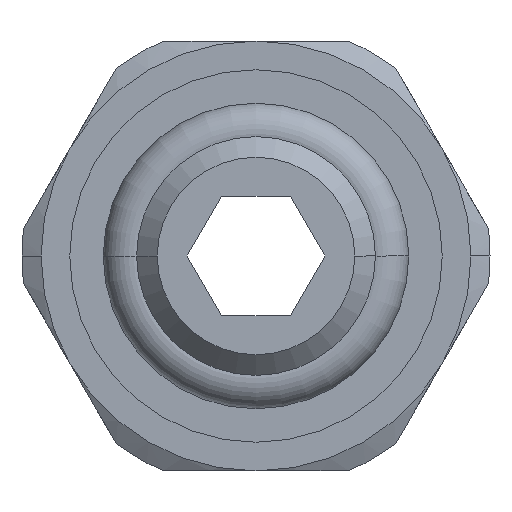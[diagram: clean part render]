
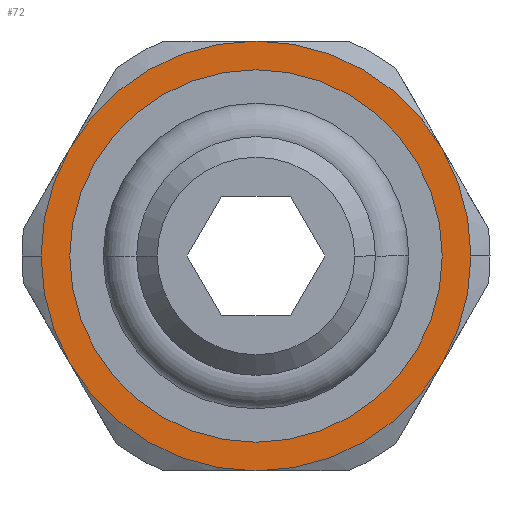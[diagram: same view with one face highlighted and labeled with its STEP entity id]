
A CAD part, front view. The second image highlights one B-rep face of the part: STEP entity #72.
In plain terms, the highlighted planar face has unit normal (0, -1, 0).
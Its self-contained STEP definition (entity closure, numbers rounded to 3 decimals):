
#72=ADVANCED_FACE('',(#168,#169),#170,.F.);
#168=FACE_OUTER_BOUND('',#312,.T.);
#169=FACE_BOUND('',#313,.T.);
#170=PLANE('',#314);
#312=EDGE_LOOP('',(#591,#592,#593,#594,#595,#596,#597,#598));
#313=EDGE_LOOP('',(#599,#600));
#314=AXIS2_PLACEMENT_3D('',#601,#602,#603);
#591=ORIENTED_EDGE('',*,*,#1004,.F.);
#592=ORIENTED_EDGE('',*,*,#1005,.F.);
#593=ORIENTED_EDGE('',*,*,#1006,.F.);
#594=ORIENTED_EDGE('',*,*,#967,.F.);
#595=ORIENTED_EDGE('',*,*,#1007,.F.);
#596=ORIENTED_EDGE('',*,*,#1008,.F.);
#597=ORIENTED_EDGE('',*,*,#961,.F.);
#598=ORIENTED_EDGE('',*,*,#1009,.F.);
#599=ORIENTED_EDGE('',*,*,#926,.T.);
#600=ORIENTED_EDGE('',*,*,#1010,.T.);
#601=CARTESIAN_POINT('',(0.,4.6,0.));
#602=DIRECTION('',(0.0,1.0,0.0));
#603=DIRECTION('',(0.0,0.0,1.0));
#926=EDGE_CURVE('',#1084,#1088,#1090,.T.);
#961=EDGE_CURVE('',#1150,#1153,#1154,.T.);
#967=EDGE_CURVE('',#1163,#1159,#1165,.T.);
#1004=EDGE_CURVE('',#1226,#1227,#1228,.T.);
#1005=EDGE_CURVE('',#1229,#1226,#1230,.T.);
#1006=EDGE_CURVE('',#1159,#1229,#1231,.T.);
#1007=EDGE_CURVE('',#1232,#1163,#1233,.T.);
#1008=EDGE_CURVE('',#1153,#1232,#1234,.T.);
#1009=EDGE_CURVE('',#1227,#1150,#1235,.T.);
#1010=EDGE_CURVE('',#1088,#1084,#1236,.T.);
#1084=VERTEX_POINT('',#1338);
#1088=VERTEX_POINT('',#1343);
#1090=CIRCLE('',#1346,3.9);
#1150=VERTEX_POINT('',#1420);
#1153=VERTEX_POINT('',#1424);
#1154=CIRCLE('',#1425,4.5);
#1159=VERTEX_POINT('',#1441);
#1163=VERTEX_POINT('',#1446);
#1165=CIRCLE('',#1459,4.5);
#1226=VERTEX_POINT('',#1568);
#1227=VERTEX_POINT('',#1569);
#1228=CIRCLE('',#1570,4.5);
#1229=VERTEX_POINT('',#1571);
#1230=CIRCLE('',#1572,4.5);
#1231=CIRCLE('',#1573,4.5);
#1232=VERTEX_POINT('',#1574);
#1233=CIRCLE('',#1575,4.5);
#1234=CIRCLE('',#1576,4.5);
#1235=CIRCLE('',#1577,4.5);
#1236=CIRCLE('',#1578,3.9);
#1338=CARTESIAN_POINT('',(-3.9,4.6,0.0));
#1343=CARTESIAN_POINT('',(3.9,4.6,0.));
#1346=AXIS2_PLACEMENT_3D('',#1912,#1913,#1914);
#1420=CARTESIAN_POINT('',(4.5,4.6,0.));
#1424=CARTESIAN_POINT('',(3.897,4.6,-2.25));
#1425=AXIS2_PLACEMENT_3D('',#1987,#1988,#1989);
#1441=CARTESIAN_POINT('',(-4.5,4.6,0.));
#1446=CARTESIAN_POINT('',(-3.897,4.6,-2.25));
#1459=AXIS2_PLACEMENT_3D('',#1997,#1998,#1999);
#1568=CARTESIAN_POINT('',(0.,4.6,4.5));
#1569=CARTESIAN_POINT('',(3.897,4.6,2.25));
#1570=AXIS2_PLACEMENT_3D('',#2050,#2051,#2052);
#1571=CARTESIAN_POINT('',(-3.897,4.6,2.25));
#1572=AXIS2_PLACEMENT_3D('',#2053,#2054,#2055);
#1573=AXIS2_PLACEMENT_3D('',#2056,#2057,#2058);
#1574=CARTESIAN_POINT('',(0.0,4.6,-4.5));
#1575=AXIS2_PLACEMENT_3D('',#2059,#2060,#2061);
#1576=AXIS2_PLACEMENT_3D('',#2062,#2063,#2064);
#1577=AXIS2_PLACEMENT_3D('',#2065,#2066,#2067);
#1578=AXIS2_PLACEMENT_3D('',#2068,#2069,#2070);
#1912=CARTESIAN_POINT('',(0.0,4.6,0.0));
#1913=DIRECTION('',(0.0,1.0,0.0));
#1914=DIRECTION('',(-1.0,0.0,0.0));
#1987=CARTESIAN_POINT('',(0.0,4.6,0.0));
#1988=DIRECTION('',(-0.0,1.0,0.0));
#1989=DIRECTION('',(1.0,0.0,0.0));
#1997=CARTESIAN_POINT('',(0.0,4.6,0.0));
#1998=DIRECTION('',(-0.0,1.0,0.0));
#1999=DIRECTION('',(1.0,0.0,0.0));
#2050=CARTESIAN_POINT('',(0.0,4.6,0.0));
#2051=DIRECTION('',(-0.0,1.0,0.0));
#2052=DIRECTION('',(1.0,0.0,0.0));
#2053=CARTESIAN_POINT('',(0.0,4.6,0.0));
#2054=DIRECTION('',(-0.0,1.0,0.0));
#2055=DIRECTION('',(1.0,0.0,0.0));
#2056=CARTESIAN_POINT('',(0.0,4.6,0.0));
#2057=DIRECTION('',(-0.0,1.0,0.0));
#2058=DIRECTION('',(1.0,0.0,0.0));
#2059=CARTESIAN_POINT('',(0.0,4.6,0.0));
#2060=DIRECTION('',(-0.0,1.0,0.0));
#2061=DIRECTION('',(1.0,0.0,0.0));
#2062=CARTESIAN_POINT('',(0.0,4.6,0.0));
#2063=DIRECTION('',(-0.0,1.0,0.0));
#2064=DIRECTION('',(1.0,0.0,0.0));
#2065=CARTESIAN_POINT('',(0.0,4.6,0.0));
#2066=DIRECTION('',(-0.0,1.0,0.0));
#2067=DIRECTION('',(1.0,0.0,0.0));
#2068=CARTESIAN_POINT('',(0.0,4.6,0.0));
#2069=DIRECTION('',(0.0,1.0,0.0));
#2070=DIRECTION('',(-1.0,0.0,0.0));
